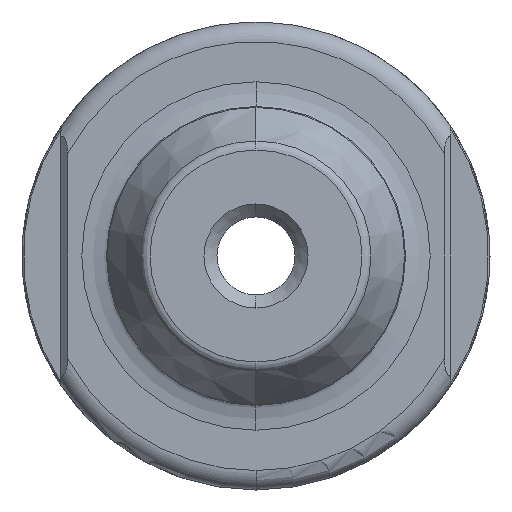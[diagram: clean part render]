
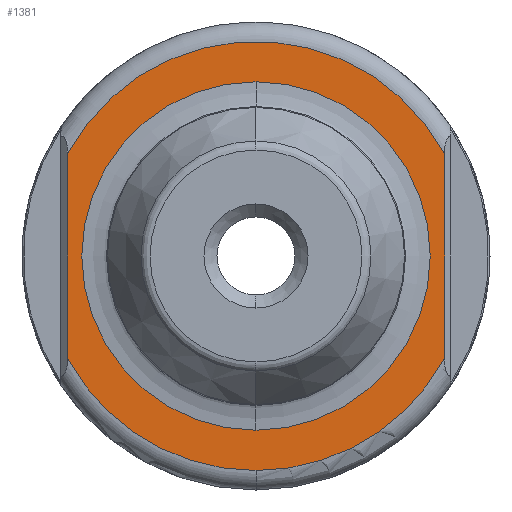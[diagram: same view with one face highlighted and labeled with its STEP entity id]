
A CAD part, left-side view. The second image highlights one B-rep face of the part: STEP entity #1381.
In plain terms, the highlighted planar face has unit normal (-1, 0, 0).
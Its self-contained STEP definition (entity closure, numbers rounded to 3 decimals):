
#11 = DIRECTION ( 'NONE',  ( 0., 0., 1. ) ) ;
#25 = VERTEX_POINT ( 'NONE', #523 ) ;
#85 = CARTESIAN_POINT ( 'NONE',  ( 35., 0., 13.4 ) ) ;
#369 = EDGE_LOOP ( 'NONE', ( #3444, #5393 ) ) ;
#523 = CARTESIAN_POINT ( 'NONE',  ( 35., -14.5, 7.874 ) ) ;
#594 = DIRECTION ( 'NONE',  ( 0., 0., -1. ) ) ;
#858 = ORIENTED_EDGE ( 'NONE', *, *, #6027, .T. ) ;
#915 = CARTESIAN_POINT ( 'NONE',  ( 35., 0., -13.4 ) ) ;
#983 = DIRECTION ( 'NONE',  ( -1., 0., 0. ) ) ;
#1205 = VECTOR ( 'NONE', #3559, 1000. ) ;
#1242 = CARTESIAN_POINT ( 'NONE',  ( 35., 0., 0. ) ) ;
#1275 = EDGE_CURVE ( 'NONE', #1460, #25, #6281, .T. ) ;
#1381 = ADVANCED_FACE ( 'NONE', ( #4078, #2614 ), #8004, .F. ) ;
#1460 = VERTEX_POINT ( 'NONE', #3134 ) ;
#1529 = CIRCLE ( 'NONE', #7613, 13.4 ) ;
#1546 = ORIENTED_EDGE ( 'NONE', *, *, #6268, .T. ) ;
#1613 = CARTESIAN_POINT ( 'NONE',  ( 35., 0., 0. ) ) ;
#1646 = AXIS2_PLACEMENT_3D ( 'NONE', #7388, #6148, #594 ) ;
#1758 = CARTESIAN_POINT ( 'NONE',  ( 35., 14.5, -18. ) ) ;
#1774 = VERTEX_POINT ( 'NONE', #915 ) ;
#1872 = DIRECTION ( 'NONE',  ( 0., 0., 1. ) ) ;
#1935 = EDGE_LOOP ( 'NONE', ( #7734, #7207, #2868, #1546, #858 ) ) ;
#2042 = VERTEX_POINT ( 'NONE', #85 ) ;
#2240 = DIRECTION ( 'NONE',  ( 0., 0., -1. ) ) ;
#2244 = CARTESIAN_POINT ( 'NONE',  ( 35., 0., 0. ) ) ;
#2614 = FACE_BOUND ( 'NONE', #369, .T. ) ;
#2685 = CIRCLE ( 'NONE', #7277, 16.5 ) ;
#2738 = EDGE_CURVE ( 'NONE', #4753, #1460, #7537, .T. ) ;
#2868 = ORIENTED_EDGE ( 'NONE', *, *, #1275, .T. ) ;
#2871 = DIRECTION ( 'NONE',  ( 0., 0., -1. ) ) ;
#3134 = CARTESIAN_POINT ( 'NONE',  ( 35., -14.5, -7.874 ) ) ;
#3193 = VECTOR ( 'NONE', #11, 1000. ) ;
#3331 = DIRECTION ( 'NONE',  ( -1., 0., 0. ) ) ;
#3384 = EDGE_CURVE ( 'NONE', #1774, #2042, #4556, .T. ) ;
#3444 = ORIENTED_EDGE ( 'NONE', *, *, #4355, .F. ) ;
#3559 = DIRECTION ( 'NONE',  ( 0., 0., -1. ) ) ;
#4078 = FACE_OUTER_BOUND ( 'NONE', #1935, .T. ) ;
#4355 = EDGE_CURVE ( 'NONE', #2042, #1774, #1529, .T. ) ;
#4536 = LINE ( 'NONE', #1758, #1205 ) ;
#4556 = CIRCLE ( 'NONE', #7104, 13.4 ) ;
#4711 = CARTESIAN_POINT ( 'NONE',  ( 35., 0., 0. ) ) ;
#4753 = VERTEX_POINT ( 'NONE', #7039 ) ;
#4963 = CARTESIAN_POINT ( 'NONE',  ( 35., -14.5, -18. ) ) ;
#5300 = VERTEX_POINT ( 'NONE', #7268 ) ;
#5329 = DIRECTION ( 'NONE',  ( 0., 0., -1. ) ) ;
#5393 = ORIENTED_EDGE ( 'NONE', *, *, #3384, .F. ) ;
#5578 = DIRECTION ( 'NONE',  ( -1., 0., 0. ) ) ;
#5901 = AXIS2_PLACEMENT_3D ( 'NONE', #1613, #5942, #2240 ) ;
#5942 = DIRECTION ( 'NONE',  ( -1., 0., 0. ) ) ;
#6027 = EDGE_CURVE ( 'NONE', #5300, #6811, #4536, .T. ) ;
#6148 = DIRECTION ( 'NONE',  ( 1., 0., 0. ) ) ;
#6268 = EDGE_CURVE ( 'NONE', #25, #5300, #7401, .T. ) ;
#6281 = LINE ( 'NONE', #4963, #3193 ) ;
#6285 = EDGE_CURVE ( 'NONE', #6811, #4753, #2685, .T. ) ;
#6569 = DIRECTION ( 'NONE',  ( -1., 0., 0. ) ) ;
#6811 = VERTEX_POINT ( 'NONE', #7447 ) ;
#6863 = AXIS2_PLACEMENT_3D ( 'NONE', #4711, #983, #5329 ) ;
#7029 = CARTESIAN_POINT ( 'NONE',  ( 35., 0., 0. ) ) ;
#7039 = CARTESIAN_POINT ( 'NONE',  ( 35., 0., -16.5 ) ) ;
#7104 = AXIS2_PLACEMENT_3D ( 'NONE', #7029, #3331, #7641 ) ;
#7207 = ORIENTED_EDGE ( 'NONE', *, *, #2738, .T. ) ;
#7268 = CARTESIAN_POINT ( 'NONE',  ( 35., 14.5, 7.874 ) ) ;
#7277 = AXIS2_PLACEMENT_3D ( 'NONE', #2244, #6569, #2871 ) ;
#7388 = CARTESIAN_POINT ( 'NONE',  ( 35., 0., -18. ) ) ;
#7401 = CIRCLE ( 'NONE', #6863, 16.5 ) ;
#7447 = CARTESIAN_POINT ( 'NONE',  ( 35., 14.5, -7.874 ) ) ;
#7537 = CIRCLE ( 'NONE', #5901, 16.5 ) ;
#7613 = AXIS2_PLACEMENT_3D ( 'NONE', #1242, #5578, #1872 ) ;
#7641 = DIRECTION ( 'NONE',  ( 0., 0., 1. ) ) ;
#7734 = ORIENTED_EDGE ( 'NONE', *, *, #6285, .T. ) ;
#8004 = PLANE ( 'NONE',  #1646 ) ;
